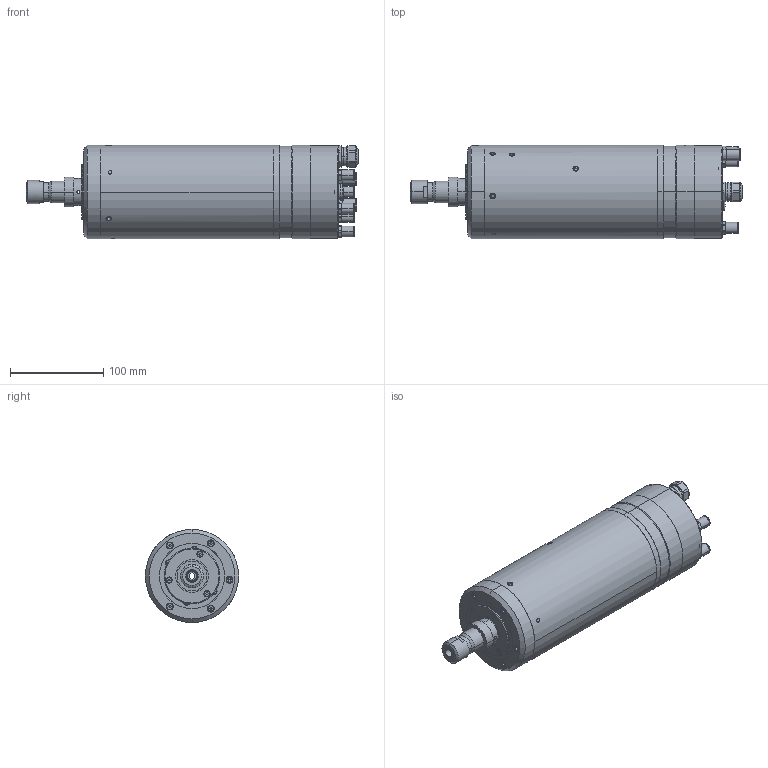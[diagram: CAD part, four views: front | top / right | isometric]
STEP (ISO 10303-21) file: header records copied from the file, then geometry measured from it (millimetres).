
FILE_DESCRIPTION (( 'STEP AP203' ), '1' );
FILE_NAME ('100M45K-00-.STEP', '2013-12-11T05:54:19', ( '' ), ( '' ), 'SwSTEP 2.0', 'SolidWorks 2012', '' );
FILE_SCHEMA (( 'CONFIG_CONTROL_DESIGN' ));
Length unit declared in the file: millimetre
Products named in the file (1): 100M45K-00-
Bounding box: 356.26 x 100 x 100.05 mm (x, y, z)
Surface area: 137744.5 mm2 (no closed solid volume)
Topology: 0 solids, 67 shells, 580 faces, 1825 edges, 1310 vertices
Faces by surface type: plane 244, cylinder 213, cone 89, torus 32, sphere 2
Entity records: 22121 total; most frequent: CARTESIAN_POINT 5375, DIRECTION 3771, ORIENTED_EDGE 2887, EDGE_CURVE 1807, AXIS2_PLACEMENT_3D 1476, VERTEX_POINT 1310, CIRCLE 895, LINE 819
